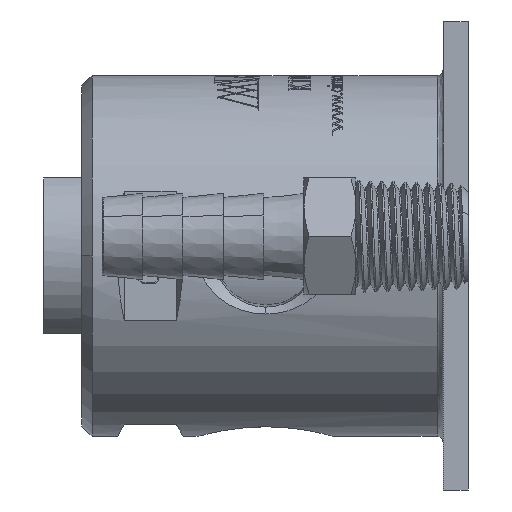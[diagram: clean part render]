
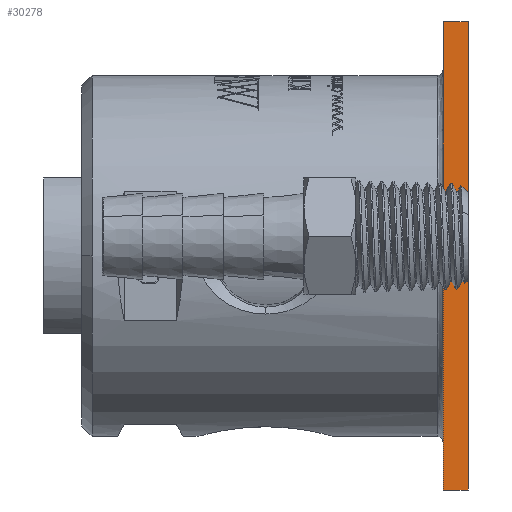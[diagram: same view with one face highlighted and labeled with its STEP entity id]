
A CAD part, left-side view. The second image highlights one B-rep face of the part: STEP entity #30278.
In plain terms, the highlighted planar face has unit normal (-1, 0, 0).
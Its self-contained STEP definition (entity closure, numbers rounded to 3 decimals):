
#635 = DIRECTION ( 'NONE',  ( 0., 0., 1. ) ) ;
#4677 = CARTESIAN_POINT ( 'NONE',  ( -28.575, 0., 28.575 ) ) ;
#6922 = EDGE_CURVE ( 'NONE', #50881, #47499, #35795, .T. ) ;
#8595 = CARTESIAN_POINT ( 'NONE',  ( -28.575, 0., 28.575 ) ) ;
#13800 = DIRECTION ( 'NONE',  ( 0., 0., 1. ) ) ;
#16911 = VERTEX_POINT ( 'NONE', #43400 ) ;
#18314 = EDGE_CURVE ( 'NONE', #16911, #82795, #67496, .T. ) ;
#19770 = VECTOR ( 'NONE', #51115, 1000. ) ;
#21779 = CARTESIAN_POINT ( 'NONE',  ( -28.575, 3.048, 28.575 ) ) ;
#22478 = CARTESIAN_POINT ( 'NONE',  ( -28.575, 0., 28.575 ) ) ;
#23501 = EDGE_CURVE ( 'NONE', #50881, #16911, #49548, .T. ) ;
#30278 = ADVANCED_FACE ( 'NONE', ( #58359 ), #77210, .T. ) ;
#32371 = EDGE_CURVE ( 'NONE', #82795, #47499, #63655, .T. ) ;
#35065 = CARTESIAN_POINT ( 'NONE',  ( -28.575, 3.048, 28.575 ) ) ;
#35795 = LINE ( 'NONE', #22478, #47812 ) ;
#36723 = ORIENTED_EDGE ( 'NONE', *, *, #32371, .F. ) ;
#39661 = EDGE_LOOP ( 'NONE', ( #50787, #70385, #64413, #36723 ) ) ;
#41870 = VECTOR ( 'NONE', #49758, 1000. ) ;
#43400 = CARTESIAN_POINT ( 'NONE',  ( -28.575, 3.048, -28.575 ) ) ;
#47499 = VERTEX_POINT ( 'NONE', #4677 ) ;
#47812 = VECTOR ( 'NONE', #86475, 1000. ) ;
#48832 = VECTOR ( 'NONE', #635, 1000. ) ;
#49548 = LINE ( 'NONE', #64794, #41870 ) ;
#49758 = DIRECTION ( 'NONE',  ( 0., 1., 0. ) ) ;
#50787 = ORIENTED_EDGE ( 'NONE', *, *, #18314, .F. ) ;
#50881 = VERTEX_POINT ( 'NONE', #60887 ) ;
#51115 = DIRECTION ( 'NONE',  ( 0., -1., 0. ) ) ;
#56036 = CARTESIAN_POINT ( 'NONE',  ( -28.575, 0., 28.575 ) ) ;
#58359 = FACE_OUTER_BOUND ( 'NONE', #39661, .T. ) ;
#60887 = CARTESIAN_POINT ( 'NONE',  ( -28.575, 0., -28.575 ) ) ;
#63655 = LINE ( 'NONE', #8595, #19770 ) ;
#64413 = ORIENTED_EDGE ( 'NONE', *, *, #6922, .T. ) ;
#64794 = CARTESIAN_POINT ( 'NONE',  ( -28.575, 0., -28.575 ) ) ;
#67496 = LINE ( 'NONE', #21779, #48832 ) ;
#70385 = ORIENTED_EDGE ( 'NONE', *, *, #23501, .F. ) ;
#70578 = AXIS2_PLACEMENT_3D ( 'NONE', #56036, #84567, #13800 ) ;
#77210 = PLANE ( 'NONE',  #70578 ) ;
#82795 = VERTEX_POINT ( 'NONE', #35065 ) ;
#84567 = DIRECTION ( 'NONE',  ( -1., 0., 0. ) ) ;
#86475 = DIRECTION ( 'NONE',  ( 0., 0., 1. ) ) ;
